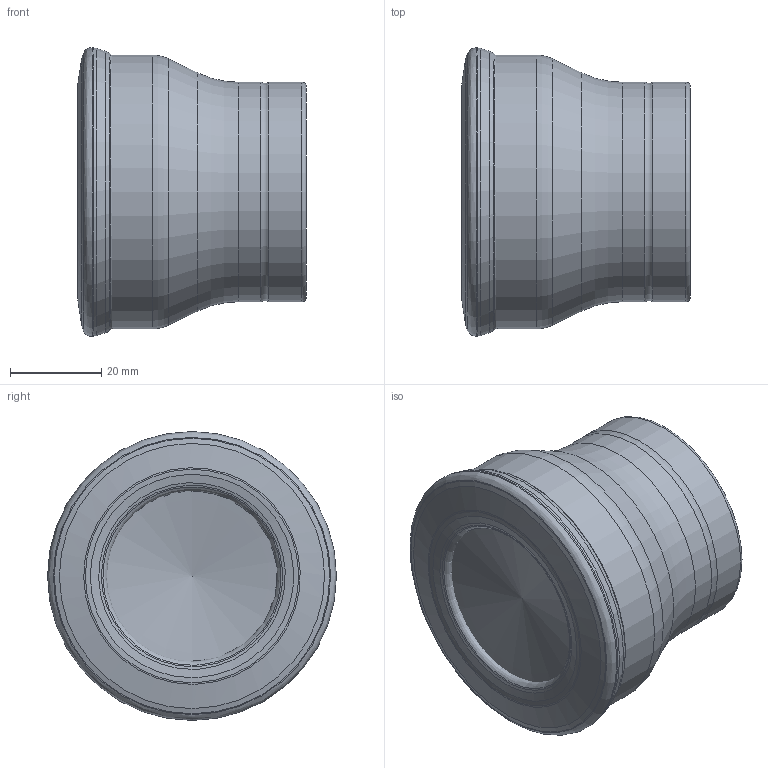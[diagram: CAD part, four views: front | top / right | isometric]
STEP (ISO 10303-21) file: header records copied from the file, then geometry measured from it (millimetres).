
FILE_DESCRIPTION(/* description */ (''),/* implementation_level */ '2;1');
FILE_NAME(/* name */ 'AHFM-WN0706-D063-A22-Z06-H.stp',/* time_stamp */ '2023-10-12T14:01:47+03:00',/* author */ (''),/* organization */ (''),/* preprocessor_version */ 'ST-DEVELOPER v19.4',/* originating_system */ 'SIEMENS PLM Software NX2306.5001',/* authorisation */ '');
FILE_SCHEMA (('AUTOMOTIVE_DESIGN { 1 0 10303 214 3 1 1 1 }'));
Length unit declared in the file: millimetre
Products named in the file (1): AHFM-WN0706-D063-A22-Z06-H-LIGHT_objects
Bounding box: 50.02 x 63.16 x 63.16 mm (x, y, z)
Volume: 126739.7 mm3; surface area: 19231.7 mm2
Topology: 2 solids, 2 shells, 41 faces, 108 edges, 69 vertices
Faces by surface type: revolution 27, torus 5, cone 4, cylinder 3, plane 2
Full cylindrical faces by diameter (mm): 48 x2, 59.86 x1
Entity records: 985 total; most frequent: CARTESIAN_POINT 211, DIRECTION 157, FACE_BOUND 80, EDGE_LOOP 80, ORIENTED_EDGE 80, AXIS2_PLACEMENT_3D 62, ADVANCED_FACE 41, VERTEX_POINT 41
